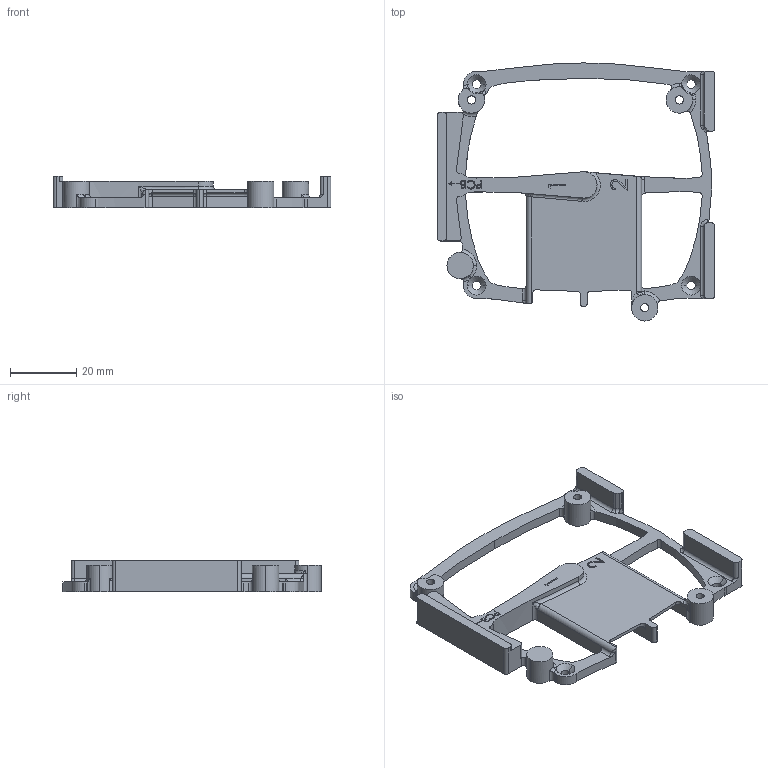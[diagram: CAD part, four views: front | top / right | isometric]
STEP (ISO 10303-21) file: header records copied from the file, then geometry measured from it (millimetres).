
FILE_DESCRIPTION (( 'STEP AP214' ), '1' );
FILE_NAME ('emitter_pxz120i3_ballast_spacer.STEP', '2025-05-01T20:21:20', ( '' ), ( '' ), 'SwSTEP 2.0', 'SolidWorks 2022', '' );
FILE_SCHEMA (( 'AUTOMOTIVE_DESIGN' ));
Length unit declared in the file: millimetre
Products named in the file (1): emitter_pxz120i3_ballast_spacer
Bounding box: 84.15 x 78.21 x 9.6 mm (x, y, z)
Volume: 11893 mm3; surface area: 10793.9 mm2
Topology: 1 solids, 1 shells, 310 faces, 863 edges, 551 vertices
Faces by surface type: cylinder 110, plane 82, bspline 73, torus 29, sphere 8, cone 8
Entity records: 12471 total; most frequent: CARTESIAN_POINT 4884, ORIENTED_EDGE 1712, DIRECTION 1412, EDGE_CURVE 856, VERTEX_POINT 551, AXIS2_PLACEMENT_3D 518, VECTOR 376, LINE 376
